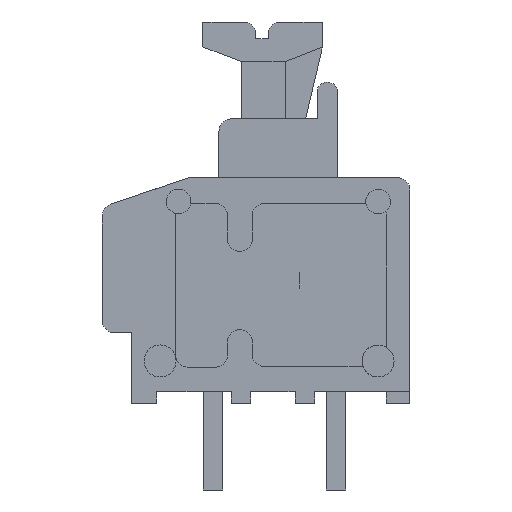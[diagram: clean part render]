
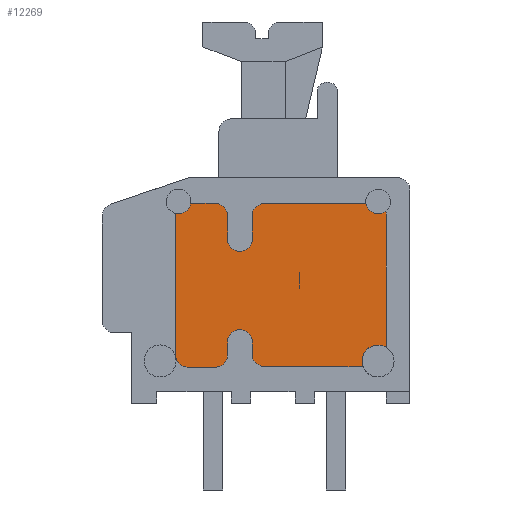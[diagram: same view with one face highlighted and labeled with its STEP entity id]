
A CAD part, front view. The second image highlights one B-rep face of the part: STEP entity #12269.
In plain terms, the highlighted planar face has unit normal (0, -1, 0).
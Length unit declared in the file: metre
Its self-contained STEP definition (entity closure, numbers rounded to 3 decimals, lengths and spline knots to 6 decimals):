
#284=CIRCLE('',#13050,0.0005);
#286=CIRCLE('',#13053,0.0005);
#288=CIRCLE('',#13056,0.00065);
#290=CIRCLE('',#13060,0.0005);
#291=CIRCLE('',#13063,0.000501);
#292=CIRCLE('',#13066,0.0005);
#293=CIRCLE('',#13069,0.0005);
#294=CIRCLE('',#13072,0.0005);
#295=CIRCLE('',#13075,0.0005);
#296=CIRCLE('',#13078,0.000501);
#297=CIRCLE('',#13081,0.0005);
#298=CIRCLE('',#13084,0.0005);
#2590=ORIENTED_EDGE('',*,*,#5086,.F.);
#2591=ORIENTED_EDGE('',*,*,#5123,.T.);
#2592=ORIENTED_EDGE('',*,*,#5121,.T.);
#2593=ORIENTED_EDGE('',*,*,#5078,.F.);
#2594=ORIENTED_EDGE('',*,*,#5120,.T.);
#2595=ORIENTED_EDGE('',*,*,#5118,.T.);
#2596=ORIENTED_EDGE('',*,*,#5116,.T.);
#2597=ORIENTED_EDGE('',*,*,#5114,.T.);
#2598=ORIENTED_EDGE('',*,*,#5112,.T.);
#2599=ORIENTED_EDGE('',*,*,#5110,.T.);
#2600=ORIENTED_EDGE('',*,*,#5108,.T.);
#2601=ORIENTED_EDGE('',*,*,#5082,.F.);
#2602=ORIENTED_EDGE('',*,*,#5107,.T.);
#2603=ORIENTED_EDGE('',*,*,#5105,.T.);
#2604=ORIENTED_EDGE('',*,*,#5103,.T.);
#2605=ORIENTED_EDGE('',*,*,#5101,.T.);
#2606=ORIENTED_EDGE('',*,*,#5099,.T.);
#2607=ORIENTED_EDGE('',*,*,#5097,.T.);
#2608=ORIENTED_EDGE('',*,*,#5095,.T.);
#2609=ORIENTED_EDGE('',*,*,#5093,.T.);
#2610=ORIENTED_EDGE('',*,*,#5091,.T.);
#2611=ORIENTED_EDGE('',*,*,#5089,.T.);
#5078=EDGE_CURVE('',#6524,#6525,#284,.F.);
#5082=EDGE_CURVE('',#6527,#6528,#286,.F.);
#5086=EDGE_CURVE('',#6530,#6531,#288,.F.);
#5089=EDGE_CURVE('',#6533,#6531,#7922,.T.);
#5091=EDGE_CURVE('',#6534,#6533,#290,.F.);
#5093=EDGE_CURVE('',#6535,#6534,#7925,.T.);
#5095=EDGE_CURVE('',#6536,#6535,#291,.T.);
#5097=EDGE_CURVE('',#6537,#6536,#7928,.T.);
#5099=EDGE_CURVE('',#6538,#6537,#292,.F.);
#5101=EDGE_CURVE('',#6539,#6538,#7931,.T.);
#5103=EDGE_CURVE('',#6540,#6539,#293,.F.);
#5105=EDGE_CURVE('',#6541,#6540,#7934,.T.);
#5107=EDGE_CURVE('',#6527,#6541,#294,.F.);
#5108=EDGE_CURVE('',#6542,#6528,#7936,.T.);
#5110=EDGE_CURVE('',#6543,#6542,#295,.F.);
#5112=EDGE_CURVE('',#6544,#6543,#7939,.T.);
#5114=EDGE_CURVE('',#6545,#6544,#296,.T.);
#5116=EDGE_CURVE('',#6546,#6545,#7942,.T.);
#5118=EDGE_CURVE('',#6547,#6546,#297,.F.);
#5120=EDGE_CURVE('',#6524,#6547,#7945,.T.);
#5121=EDGE_CURVE('',#6548,#6525,#298,.F.);
#5123=EDGE_CURVE('',#6530,#6548,#7947,.T.);
#6524=VERTEX_POINT('',#19062);
#6525=VERTEX_POINT('',#19064);
#6527=VERTEX_POINT('',#19070);
#6528=VERTEX_POINT('',#19072);
#6530=VERTEX_POINT('',#19078);
#6531=VERTEX_POINT('',#19080);
#6533=VERTEX_POINT('',#19086);
#6534=VERTEX_POINT('',#19090);
#6535=VERTEX_POINT('',#19094);
#6536=VERTEX_POINT('',#19098);
#6537=VERTEX_POINT('',#19102);
#6538=VERTEX_POINT('',#19106);
#6539=VERTEX_POINT('',#19110);
#6540=VERTEX_POINT('',#19114);
#6541=VERTEX_POINT('',#19118);
#6542=VERTEX_POINT('',#19124);
#6543=VERTEX_POINT('',#19128);
#6544=VERTEX_POINT('',#19132);
#6545=VERTEX_POINT('',#19136);
#6546=VERTEX_POINT('',#19140);
#6547=VERTEX_POINT('',#19144);
#6548=VERTEX_POINT('',#19150);
#7922=LINE('',#19085,#9392);
#7925=LINE('',#19093,#9395);
#7928=LINE('',#19101,#9398);
#7931=LINE('',#19109,#9401);
#7934=LINE('',#19117,#9404);
#7936=LINE('',#19123,#9406);
#7939=LINE('',#19131,#9409);
#7942=LINE('',#19139,#9412);
#7945=LINE('',#19147,#9415);
#7947=LINE('',#19153,#9417);
#9392=VECTOR('',#15460,1.);
#9395=VECTOR('',#15469,1.);
#9398=VECTOR('',#15478,1.);
#9401=VECTOR('',#15487,1.);
#9404=VECTOR('',#15496,1.);
#9406=VECTOR('',#15504,1.);
#9409=VECTOR('',#15513,1.);
#9412=VECTOR('',#15522,1.);
#9415=VECTOR('',#15531,1.);
#9417=VECTOR('',#15539,1.);
#10384=EDGE_LOOP('',(#2590,#2591,#2592,#2593,#2594,#2595,#2596,#2597,#2598,
#2599,#2600,#2601,#2602,#2603,#2604,#2605,#2606,#2607,#2608,#2609,#2610,
#2611));
#11112=FACE_BOUND('',#10384,.T.);
#11706=PLANE('',#13089);
#12269=ADVANCED_FACE('',(#11112),#11706,.F.);
#13050=AXIS2_PLACEMENT_3D('',#19063,#15437,#15438);
#13053=AXIS2_PLACEMENT_3D('',#19071,#15445,#15446);
#13056=AXIS2_PLACEMENT_3D('',#19079,#15453,#15454);
#13060=AXIS2_PLACEMENT_3D('',#19089,#15464,#15465);
#13063=AXIS2_PLACEMENT_3D('',#19097,#15473,#15474);
#13066=AXIS2_PLACEMENT_3D('',#19105,#15482,#15483);
#13069=AXIS2_PLACEMENT_3D('',#19113,#15491,#15492);
#13072=AXIS2_PLACEMENT_3D('',#19121,#15500,#15501);
#13075=AXIS2_PLACEMENT_3D('',#19127,#15508,#15509);
#13078=AXIS2_PLACEMENT_3D('',#19135,#15517,#15518);
#13081=AXIS2_PLACEMENT_3D('',#19143,#15526,#15527);
#13084=AXIS2_PLACEMENT_3D('',#19149,#15534,#15535);
#13089=AXIS2_PLACEMENT_3D('',#19157,#15546,#15547);
#15437=DIRECTION('',(0.,1.,0.));
#15438=DIRECTION('',(0.,0.,1.));
#15445=DIRECTION('',(0.,1.,0.));
#15446=DIRECTION('',(0.,0.,1.));
#15453=DIRECTION('',(0.,1.,0.));
#15454=DIRECTION('',(0.,0.,1.));
#15460=DIRECTION('',(1.,0.,0.));
#15464=DIRECTION('',(0.,1.,0.));
#15465=DIRECTION('',(0.,0.,1.));
#15469=DIRECTION('',(0.,0.,-1.));
#15473=DIRECTION('',(0.,1.,0.));
#15474=DIRECTION('',(0.,0.,1.));
#15478=DIRECTION('',(0.,0.,1.));
#15482=DIRECTION('',(0.,1.,0.));
#15483=DIRECTION('',(0.,0.,1.));
#15487=DIRECTION('',(1.,0.,0.));
#15491=DIRECTION('',(0.,1.,0.));
#15492=DIRECTION('',(0.,0.,1.));
#15496=DIRECTION('',(0.,0.,-1.));
#15500=DIRECTION('',(0.,1.,0.));
#15501=DIRECTION('',(0.,0.,1.));
#15504=DIRECTION('',(-1.,0.,0.));
#15508=DIRECTION('',(0.,1.,0.));
#15509=DIRECTION('',(0.,0.,1.));
#15513=DIRECTION('',(0.,0.,1.));
#15517=DIRECTION('',(0.,1.,0.));
#15518=DIRECTION('',(0.,0.,1.));
#15522=DIRECTION('',(0.,0.,-1.));
#15526=DIRECTION('',(0.,1.,0.));
#15527=DIRECTION('',(0.,0.,1.));
#15531=DIRECTION('',(-1.,0.,0.));
#15534=DIRECTION('',(0.,1.,0.));
#15535=DIRECTION('',(0.,0.,1.));
#15539=DIRECTION('',(0.,0.,1.));
#15546=DIRECTION('',(0.,1.,0.));
#15547=DIRECTION('',(-1.,0.,0.));
#19062=CARTESIAN_POINT('',(0.001219,-0.02808,0.008123));
#19063=CARTESIAN_POINT('',(0.001712,-0.02808,0.008204));
#19064=CARTESIAN_POINT('',(0.002017,-0.02808,0.007808));
#19070=CARTESIAN_POINT('',(-0.006503,-0.02808,0.007715));
#19071=CARTESIAN_POINT('',(-0.0064,-0.02808,0.008204));
#19072=CARTESIAN_POINT('',(-0.005907,-0.02808,0.008123));
#19078=CARTESIAN_POINT('',(0.002052,-0.02808,0.002274));
#19079=CARTESIAN_POINT('',(0.001712,-0.02808,0.00172));
#19080=CARTESIAN_POINT('',(0.001103,-0.02808,0.001494));
#19085=CARTESIAN_POINT('',(-0.002905,-0.02808,0.001494));
#19086=CARTESIAN_POINT('',(-0.002905,-0.02808,0.001494));
#19089=CARTESIAN_POINT('',(-0.002905,-0.02808,0.001994));
#19090=CARTESIAN_POINT('',(-0.003405,-0.02808,0.001994));
#19093=CARTESIAN_POINT('',(-0.003405,-0.02808,0.002494));
#19094=CARTESIAN_POINT('',(-0.003405,-0.02808,0.002494));
#19097=CARTESIAN_POINT('',(-0.003906,-0.02808,0.002494));
#19098=CARTESIAN_POINT('',(-0.004408,-0.02808,0.002494));
#19101=CARTESIAN_POINT('',(-0.004408,-0.02808,0.001969));
#19102=CARTESIAN_POINT('',(-0.004408,-0.02808,0.001969));
#19105=CARTESIAN_POINT('',(-0.004908,-0.02808,0.001969));
#19106=CARTESIAN_POINT('',(-0.004908,-0.02808,0.001469));
#19109=CARTESIAN_POINT('',(-0.006011,-0.02808,0.001469));
#19110=CARTESIAN_POINT('',(-0.006011,-0.02808,0.001469));
#19113=CARTESIAN_POINT('',(-0.006011,-0.02808,0.001969));
#19114=CARTESIAN_POINT('',(-0.006511,-0.02808,0.001969));
#19117=CARTESIAN_POINT('',(-0.006511,-0.02808,0.007623));
#19118=CARTESIAN_POINT('',(-0.006511,-0.02808,0.007623));
#19121=CARTESIAN_POINT('',(-0.006011,-0.02808,0.007623));
#19123=CARTESIAN_POINT('',(-0.004908,-0.02808,0.008123));
#19124=CARTESIAN_POINT('',(-0.004908,-0.02808,0.008123));
#19127=CARTESIAN_POINT('',(-0.004908,-0.02808,0.007623));
#19128=CARTESIAN_POINT('',(-0.004408,-0.02808,0.007623));
#19131=CARTESIAN_POINT('',(-0.004408,-0.02808,0.006674));
#19132=CARTESIAN_POINT('',(-0.004408,-0.02808,0.006674));
#19135=CARTESIAN_POINT('',(-0.003906,-0.02808,0.006674));
#19136=CARTESIAN_POINT('',(-0.003405,-0.02808,0.006674));
#19139=CARTESIAN_POINT('',(-0.003405,-0.02808,0.007623));
#19140=CARTESIAN_POINT('',(-0.003405,-0.02808,0.007623));
#19143=CARTESIAN_POINT('',(-0.002905,-0.02808,0.007623));
#19144=CARTESIAN_POINT('',(-0.002905,-0.02808,0.008123));
#19147=CARTESIAN_POINT('',(0.001552,-0.02808,0.008123));
#19149=CARTESIAN_POINT('',(0.001552,-0.02808,0.007623));
#19150=CARTESIAN_POINT('',(0.002052,-0.02808,0.007623));
#19153=CARTESIAN_POINT('',(0.002052,-0.02808,0.001994));
#19157=CARTESIAN_POINT('',(0.003,-0.02808,0.));
